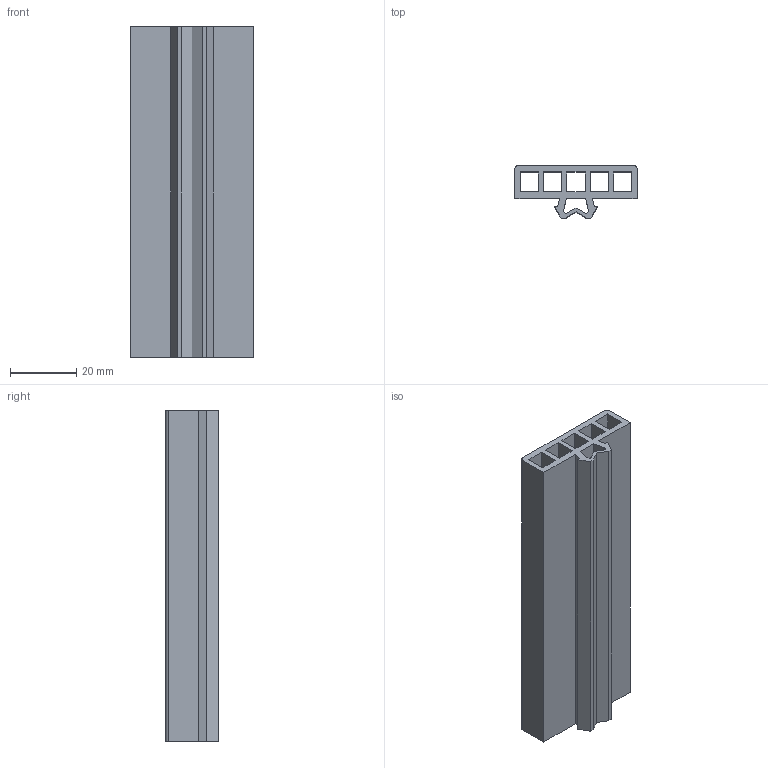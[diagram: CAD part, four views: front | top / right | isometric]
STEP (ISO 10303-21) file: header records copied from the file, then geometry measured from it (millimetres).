
FILE_DESCRIPTION(('Creo Elements/Direct Modeling STEP Export'),'2;1');
FILE_NAME('44.0301.8_Profilabdeckung-Hohlkammer-MMS-44_37x10-schwarz.stp','2022-03-21T 9:01:34',(''),(''),'PTC Creo Elements/Direct Modeling STEP processor for AP214 (Solid Model)','PTC Creo Elements/Direct Modeling 19.0C 15-Aug-2015 (C) Parametric Technology GmbH','');
FILE_SCHEMA(('AUTOMOTIVE_DESIGN { 1 0 10303 214 1 1 1 1 }'));
Length unit declared in the file: millimetre
Products named in the file (1): Profilabdeckung-Hohlkammer-MMS-44_37x10-schwarz_44.0301.8_PX175361
Bounding box: 37 x 16 x 100 mm (x, y, z)
Volume: 23678.5 mm3; surface area: 25076.4 mm2
Topology: 1 solids, 1 shells, 50 faces, 144 edges, 96 vertices
Faces by surface type: plane 44, cylinder 6
Entity records: 1666 total; most frequent: CARTESIAN_POINT 291, ORIENTED_EDGE 288, DIRECTION 258, EDGE_CURVE 144, VECTOR 132, LINE 132, VERTEX_POINT 96, AXIS2_PLACEMENT_3D 63
